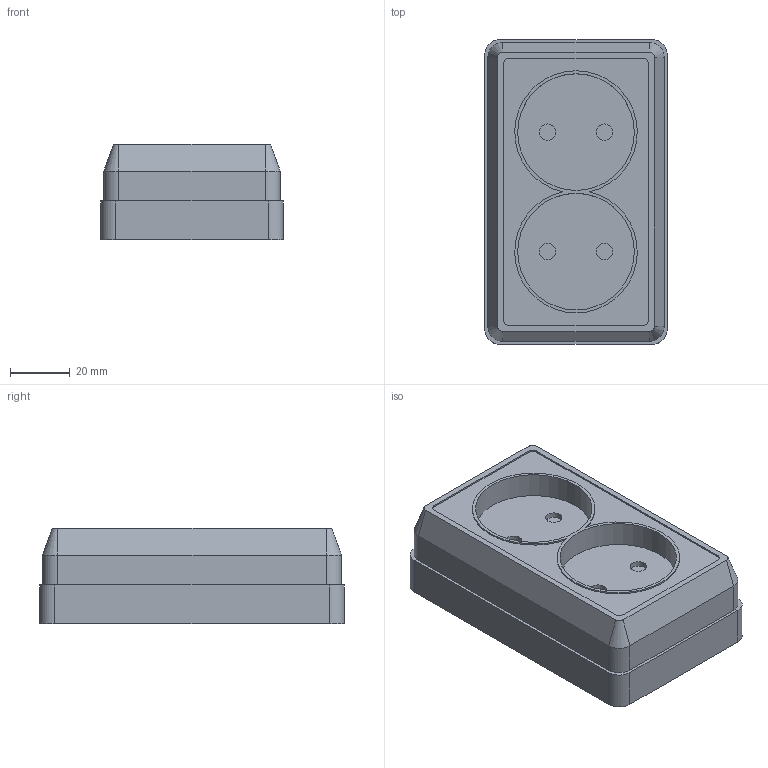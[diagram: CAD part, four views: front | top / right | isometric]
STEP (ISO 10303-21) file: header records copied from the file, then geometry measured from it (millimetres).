
FILE_DESCRIPTION (( 'STEP AP203' ), '1' );
FILE_NAME ('ERO23-K01-10-DC ÐÑø22-2-ÎÁ Ðîçåòêà 2ìåñòí. áåç çê ñ çàù.øòîð.10À îòêð.óñò. ÎÊÒÀÂÀ (áåëûé).STEP', '2016-12-07T10:54:25', ( '' ), ( '' ), 'SwSTEP 2.0', 'SolidWorks 2014', '' );
FILE_SCHEMA (( 'CONFIG_CONTROL_DESIGN' ));
Length unit declared in the file: millimetre
Products named in the file (1): ERO23-K01-10-DC ÐÑø22-2-ÎÁ Ðîçåòêà 2ìåñòí. áåç çê ñ çàù.øòîð.10À îòêð.óñò. ÎÊÒÀÂÀ (áåëûé)
Bounding box: 61 x 102 x 32 mm (x, y, z)
Volume: 44071.7 mm3; surface area: 44578.1 mm2
Topology: 1 solids, 1 shells, 91 faces, 217 edges, 141 vertices
Faces by surface type: plane 47, cylinder 36, cone 8
Full cylindrical faces by diameter (mm): 4.5 x2, 5.5 x4, 39 x2
Entity records: 2647 total; most frequent: DIRECTION 468, CARTESIAN_POINT 432, ORIENTED_EDGE 408, EDGE_CURVE 204, AXIS2_PLACEMENT_3D 172, VERTEX_POINT 136, VECTOR 124, LINE 124
